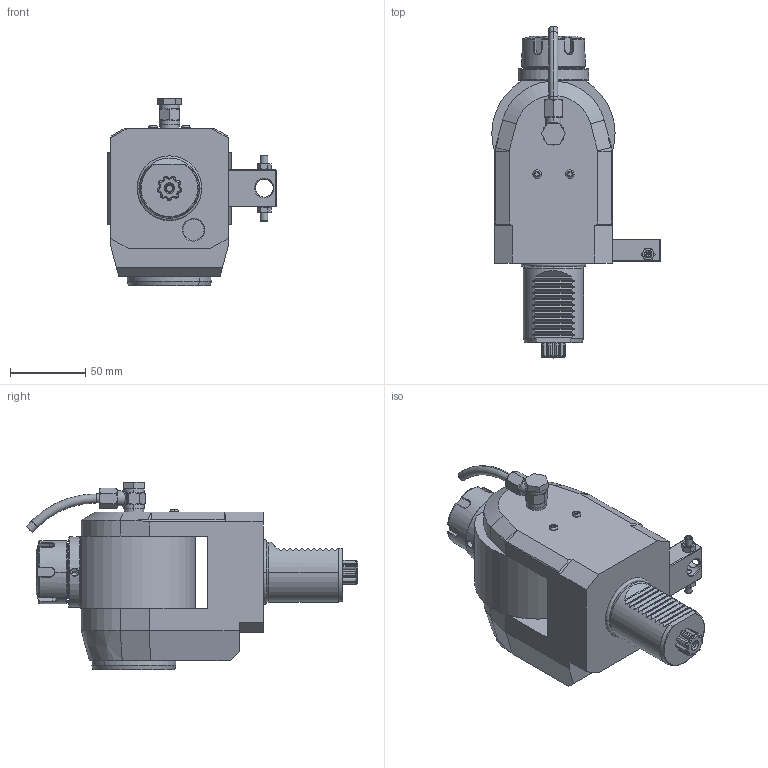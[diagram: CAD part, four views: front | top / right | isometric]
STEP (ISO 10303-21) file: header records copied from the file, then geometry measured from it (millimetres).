
FILE_DESCRIPTION((''),'2;1');
FILE_NAME('NGT1_40_511_25_1','2023-05-08T',('vali'),('NOVA GRUP'),'PRO/ENGINEER BY PARAMETRIC TECHNOLOGY CORPORATION, 2010280','PRO/ENGINEER BY PARAMETRIC TECHNOLOGY CORPORATION, 2010280','');
FILE_SCHEMA(('CONFIG_CONTROL_DESIGN'));
Length unit declared in the file: millimetre
Products named in the file (1): NGT1_40_511_25_1
Bounding box: 111.99 x 220.67 x 124.9 mm (x, y, z)
Volume: 908689.7 mm3; surface area: 83366.1 mm2
Topology: 1 solids, 3 shells, 621 faces, 1565 edges, 961 vertices
Faces by surface type: plane 238, cylinder 175, cone 92, bspline 78, torus 38
Entity records: 27629 total; most frequent: CARTESIAN_POINT 13661, ORIENTED_EDGE 3090, DIRECTION 2578, EDGE_CURVE 1545, VERTEX_POINT 961, AXIS2_PLACEMENT_3D 927, VECTOR 724, LINE 724
